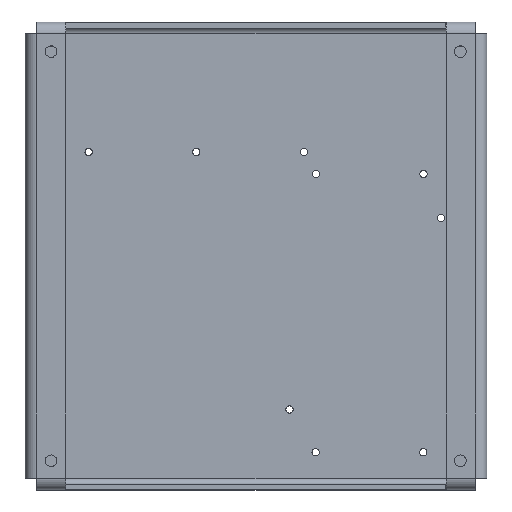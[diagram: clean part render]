
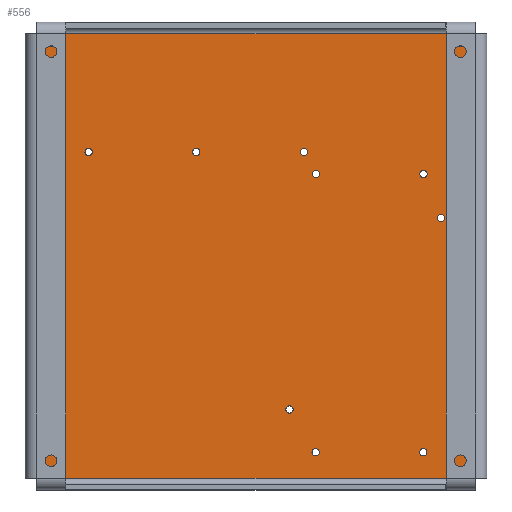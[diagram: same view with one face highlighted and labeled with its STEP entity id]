
A CAD part, top view. The second image highlights one B-rep face of the part: STEP entity #556.
In plain terms, the highlighted planar face has unit normal (0, 0, 1).
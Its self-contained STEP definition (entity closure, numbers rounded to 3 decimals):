
#41 = VERTEX_POINT('',#42);
#42 = CARTESIAN_POINT('',(-74.893,-75.896,-4.5));
#136 = VERTEX_POINT('',#137);
#137 = CARTESIAN_POINT('',(75.107,-75.896,-4.5));
#144 = EDGE_CURVE('',#136,#41,#145,.T.);
#145 = LINE('',#146,#147);
#146 = CARTESIAN_POINT('',(75.107,-75.896,-4.5));
#147 = VECTOR('',#148,1.);
#148 = DIRECTION('',(-1.,0.,0.));
#556 = ADVANCED_FACE('',(#557,#582,#593,#604,#615,#626,#637,#648,#659,
    #670,#681,#692,#703,#714),#725,.T.);
#557 = FACE_BOUND('',#558,.T.);
#558 = EDGE_LOOP('',(#559,#569,#575,#576));
#559 = ORIENTED_EDGE('',*,*,#560,.F.);
#560 = EDGE_CURVE('',#561,#563,#565,.T.);
#561 = VERTEX_POINT('',#562);
#562 = CARTESIAN_POINT('',(-74.893,76.104,-4.5));
#563 = VERTEX_POINT('',#564);
#564 = CARTESIAN_POINT('',(75.107,76.104,-4.5));
#565 = LINE('',#566,#567);
#566 = CARTESIAN_POINT('',(-74.893,76.104,-4.5));
#567 = VECTOR('',#568,1.);
#568 = DIRECTION('',(1.,0.,0.));
#569 = ORIENTED_EDGE('',*,*,#570,.F.);
#570 = EDGE_CURVE('',#41,#561,#571,.T.);
#571 = LINE('',#572,#573);
#572 = CARTESIAN_POINT('',(-74.893,-75.896,-4.5));
#573 = VECTOR('',#574,1.);
#574 = DIRECTION('',(0.,1.,0.));
#575 = ORIENTED_EDGE('',*,*,#144,.F.);
#576 = ORIENTED_EDGE('',*,*,#577,.F.);
#577 = EDGE_CURVE('',#563,#136,#578,.T.);
#578 = LINE('',#579,#580);
#579 = CARTESIAN_POINT('',(75.107,76.104,-4.5));
#580 = VECTOR('',#581,1.);
#581 = DIRECTION('',(0.,-1.,0.));
#582 = FACE_BOUND('',#583,.T.);
#583 = EDGE_LOOP('',(#584));
#584 = ORIENTED_EDGE('',*,*,#585,.F.);
#585 = EDGE_CURVE('',#586,#586,#588,.T.);
#586 = VERTEX_POINT('',#587);
#587 = CARTESIAN_POINT('',(-67.85,-73.8,-4.5));
#588 = CIRCLE('',#589,2.);
#589 = AXIS2_PLACEMENT_3D('',#590,#591,#592);
#590 = CARTESIAN_POINT('',(-69.85,-73.8,-4.5));
#591 = DIRECTION('',(0.,0.,1.));
#592 = DIRECTION('',(1.,0.,0.));
#593 = FACE_BOUND('',#594,.T.);
#594 = EDGE_LOOP('',(#595));
#595 = ORIENTED_EDGE('',*,*,#596,.F.);
#596 = EDGE_CURVE('',#597,#597,#599,.T.);
#597 = VERTEX_POINT('',#598);
#598 = CARTESIAN_POINT('',(21.75,-67.,-4.5));
#599 = CIRCLE('',#600,1.25);
#600 = AXIS2_PLACEMENT_3D('',#601,#602,#603);
#601 = CARTESIAN_POINT('',(20.5,-67.,-4.5));
#602 = DIRECTION('',(0.,0.,1.));
#603 = DIRECTION('',(1.,0.,0.));
#604 = FACE_BOUND('',#605,.T.);
#605 = EDGE_LOOP('',(#606));
#606 = ORIENTED_EDGE('',*,*,#607,.F.);
#607 = EDGE_CURVE('',#608,#608,#610,.T.);
#608 = VERTEX_POINT('',#609);
#609 = CARTESIAN_POINT('',(12.8,-52.35,-4.5));
#610 = CIRCLE('',#611,1.25);
#611 = AXIS2_PLACEMENT_3D('',#612,#613,#614);
#612 = CARTESIAN_POINT('',(11.55,-52.35,-4.5));
#613 = DIRECTION('',(0.,0.,1.));
#614 = DIRECTION('',(1.,0.,0.));
#615 = FACE_BOUND('',#616,.T.);
#616 = EDGE_LOOP('',(#617));
#617 = ORIENTED_EDGE('',*,*,#618,.F.);
#618 = EDGE_CURVE('',#619,#619,#621,.T.);
#619 = VERTEX_POINT('',#620);
#620 = CARTESIAN_POINT('',(58.55,-67.,-4.5));
#621 = CIRCLE('',#622,1.25);
#622 = AXIS2_PLACEMENT_3D('',#623,#624,#625);
#623 = CARTESIAN_POINT('',(57.3,-67.,-4.5));
#624 = DIRECTION('',(0.,0.,1.));
#625 = DIRECTION('',(1.,0.,0.));
#626 = FACE_BOUND('',#627,.T.);
#627 = EDGE_LOOP('',(#628));
#628 = ORIENTED_EDGE('',*,*,#629,.F.);
#629 = EDGE_CURVE('',#630,#630,#632,.T.);
#630 = VERTEX_POINT('',#631);
#631 = CARTESIAN_POINT('',(71.85,-73.8,-4.5));
#632 = CIRCLE('',#633,2.);
#633 = AXIS2_PLACEMENT_3D('',#634,#635,#636);
#634 = CARTESIAN_POINT('',(69.85,-73.8,-4.5));
#635 = DIRECTION('',(0.,0.,1.));
#636 = DIRECTION('',(1.,0.,0.));
#637 = FACE_BOUND('',#638,.T.);
#638 = EDGE_LOOP('',(#639));
#639 = ORIENTED_EDGE('',*,*,#640,.F.);
#640 = EDGE_CURVE('',#641,#641,#643,.T.);
#641 = VERTEX_POINT('',#642);
#642 = CARTESIAN_POINT('',(-55.9,35.7,-4.5));
#643 = CIRCLE('',#644,1.25);
#644 = AXIS2_PLACEMENT_3D('',#645,#646,#647);
#645 = CARTESIAN_POINT('',(-57.15,35.7,-4.5));
#646 = DIRECTION('',(0.,0.,1.));
#647 = DIRECTION('',(1.,0.,0.));
#648 = FACE_BOUND('',#649,.T.);
#649 = EDGE_LOOP('',(#650));
#650 = ORIENTED_EDGE('',*,*,#651,.F.);
#651 = EDGE_CURVE('',#652,#652,#654,.T.);
#652 = VERTEX_POINT('',#653);
#653 = CARTESIAN_POINT('',(-19.05,35.7,-4.5));
#654 = CIRCLE('',#655,1.25);
#655 = AXIS2_PLACEMENT_3D('',#656,#657,#658);
#656 = CARTESIAN_POINT('',(-20.3,35.7,-4.5));
#657 = DIRECTION('',(0.,0.,1.));
#658 = DIRECTION('',(1.,0.,0.));
#659 = FACE_BOUND('',#660,.T.);
#660 = EDGE_LOOP('',(#661));
#661 = ORIENTED_EDGE('',*,*,#662,.F.);
#662 = EDGE_CURVE('',#663,#663,#665,.T.);
#663 = VERTEX_POINT('',#664);
#664 = CARTESIAN_POINT('',(-67.85,73.8,-4.5));
#665 = CIRCLE('',#666,2.);
#666 = AXIS2_PLACEMENT_3D('',#667,#668,#669);
#667 = CARTESIAN_POINT('',(-69.85,73.8,-4.5));
#668 = DIRECTION('',(0.,0.,1.));
#669 = DIRECTION('',(1.,0.,0.));
#670 = FACE_BOUND('',#671,.T.);
#671 = EDGE_LOOP('',(#672));
#672 = ORIENTED_EDGE('',*,*,#673,.F.);
#673 = EDGE_CURVE('',#674,#674,#676,.T.);
#674 = VERTEX_POINT('',#675);
#675 = CARTESIAN_POINT('',(17.75,35.7,-4.5));
#676 = CIRCLE('',#677,1.25);
#677 = AXIS2_PLACEMENT_3D('',#678,#679,#680);
#678 = CARTESIAN_POINT('',(16.5,35.7,-4.5));
#679 = DIRECTION('',(0.,0.,1.));
#680 = DIRECTION('',(1.,0.,0.));
#681 = FACE_BOUND('',#682,.T.);
#682 = EDGE_LOOP('',(#683));
#683 = ORIENTED_EDGE('',*,*,#684,.F.);
#684 = EDGE_CURVE('',#685,#685,#687,.T.);
#685 = VERTEX_POINT('',#686);
#686 = CARTESIAN_POINT('',(21.85,28.2,-4.5));
#687 = CIRCLE('',#688,1.25);
#688 = AXIS2_PLACEMENT_3D('',#689,#690,#691);
#689 = CARTESIAN_POINT('',(20.6,28.2,-4.5));
#690 = DIRECTION('',(0.,0.,1.));
#691 = DIRECTION('',(1.,0.,0.));
#692 = FACE_BOUND('',#693,.T.);
#693 = EDGE_LOOP('',(#694));
#694 = ORIENTED_EDGE('',*,*,#695,.F.);
#695 = EDGE_CURVE('',#696,#696,#698,.T.);
#696 = VERTEX_POINT('',#697);
#697 = CARTESIAN_POINT('',(64.65,13.1,-4.5));
#698 = CIRCLE('',#699,1.25);
#699 = AXIS2_PLACEMENT_3D('',#700,#701,#702);
#700 = CARTESIAN_POINT('',(63.4,13.1,-4.5));
#701 = DIRECTION('',(0.,0.,1.));
#702 = DIRECTION('',(1.,0.,0.));
#703 = FACE_BOUND('',#704,.T.);
#704 = EDGE_LOOP('',(#705));
#705 = ORIENTED_EDGE('',*,*,#706,.F.);
#706 = EDGE_CURVE('',#707,#707,#709,.T.);
#707 = VERTEX_POINT('',#708);
#708 = CARTESIAN_POINT('',(58.65,28.2,-4.5));
#709 = CIRCLE('',#710,1.25);
#710 = AXIS2_PLACEMENT_3D('',#711,#712,#713);
#711 = CARTESIAN_POINT('',(57.4,28.2,-4.5));
#712 = DIRECTION('',(0.,0.,1.));
#713 = DIRECTION('',(1.,0.,0.));
#714 = FACE_BOUND('',#715,.T.);
#715 = EDGE_LOOP('',(#716));
#716 = ORIENTED_EDGE('',*,*,#717,.F.);
#717 = EDGE_CURVE('',#718,#718,#720,.T.);
#718 = VERTEX_POINT('',#719);
#719 = CARTESIAN_POINT('',(71.85,73.8,-4.5));
#720 = CIRCLE('',#721,2.);
#721 = AXIS2_PLACEMENT_3D('',#722,#723,#724);
#722 = CARTESIAN_POINT('',(69.85,73.8,-4.5));
#723 = DIRECTION('',(0.,0.,1.));
#724 = DIRECTION('',(1.,0.,0.));
#725 = PLANE('',#726);
#726 = AXIS2_PLACEMENT_3D('',#727,#728,#729);
#727 = CARTESIAN_POINT('',(0.107,0.104,-4.5));
#728 = DIRECTION('',(0.,0.,1.));
#729 = DIRECTION('',(1.,0.,0.));
